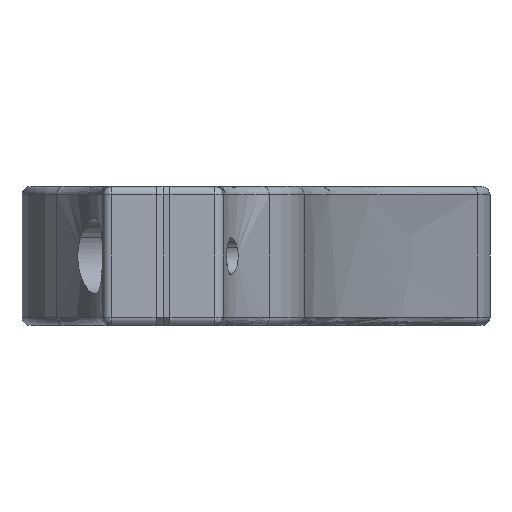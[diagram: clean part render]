
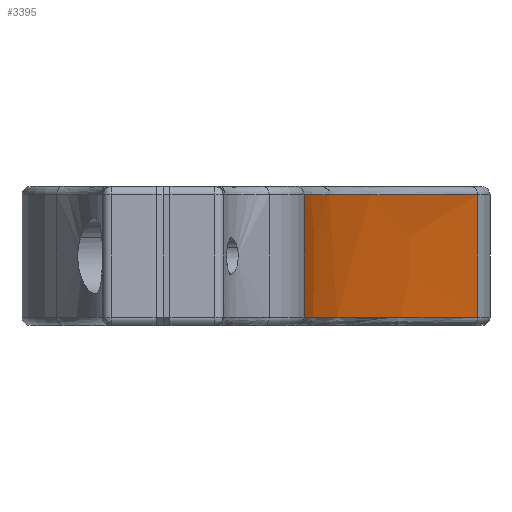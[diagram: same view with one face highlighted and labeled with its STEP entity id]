
A CAD part, left-side view. The second image highlights one B-rep face of the part: STEP entity #3395.
In plain terms, the highlighted face is a extrusion surface.
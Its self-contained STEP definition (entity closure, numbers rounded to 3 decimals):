
#1789=CARTESIAN_POINT('Vertex',(-101.,6.65,23.5)) ;
#1932=CARTESIAN_POINT('Control Point',(-8.647,-24.57,23.5)) ;
#1933=CARTESIAN_POINT('Control Point',(-13.454,-21.937,23.5)) ;
#1934=CARTESIAN_POINT('Control Point',(-18.303,-19.358,23.5)) ;
#1935=CARTESIAN_POINT('Control Point',(-23.193,-16.831,23.5)) ;
#1936=CARTESIAN_POINT('Control Point',(-33.86,-11.48,23.5)) ;
#1937=CARTESIAN_POINT('Control Point',(-44.728,-6.504,23.5)) ;
#1938=CARTESIAN_POINT('Control Point',(-50.644,-3.974,23.5)) ;
#1939=CARTESIAN_POINT('Control Point',(-60.77,-0.099,23.5)) ;
#1940=CARTESIAN_POINT('Control Point',(-71.132,2.882,23.5)) ;
#1941=CARTESIAN_POINT('Control Point',(-75.403,3.924,23.5)) ;
#1942=CARTESIAN_POINT('Control Point',(-82.746,5.365,23.5)) ;
#1943=CARTESIAN_POINT('Control Point',(-90.186,6.212,23.5)) ;
#1944=CARTESIAN_POINT('Control Point',(-93.274,6.458,23.5)) ;
#1945=CARTESIAN_POINT('Control Point',(-96.674,6.614,23.5)) ;
#1946=CARTESIAN_POINT('Control Point',(-100.087,6.647,23.5)) ;
#1947=CARTESIAN_POINT('Control Point',(-100.393,6.649,23.5)) ;
#1948=CARTESIAN_POINT('Control Point',(-100.697,6.65,23.5)) ;
#1949=CARTESIAN_POINT('Control Point',(-101.,6.65,23.5)) ;
#1950=CARTESIAN_POINT('Vertex',(-8.647,-24.57,23.5)) ;
#3326=CARTESIAN_POINT('Line Origine',(-101.,6.65,12.5)) ;
#3330=CARTESIAN_POINT('Vertex',(-101.,6.65,1.5)) ;
#3353=CARTESIAN_POINT('Control Point',(-101.,6.65,0.)) ;
#3354=CARTESIAN_POINT('Control Point',(-96.829,6.65,0.)) ;
#3355=CARTESIAN_POINT('Control Point',(-92.691,6.467,0.)) ;
#3356=CARTESIAN_POINT('Control Point',(-88.587,6.1,0.)) ;
#3357=CARTESIAN_POINT('Control Point',(-74.413,4.185,0.)) ;
#3358=CARTESIAN_POINT('Control Point',(-60.64,0.161,0.)) ;
#3359=CARTESIAN_POINT('Control Point',(-51.02,-3.635,0.)) ;
#3360=CARTESIAN_POINT('Control Point',(-36.663,-10.061,0.)) ;
#3361=CARTESIAN_POINT('Control Point',(-22.708,-17.082,0.)) ;
#3362=CARTESIAN_POINT('Control Point',(-17.975,-19.532,0.)) ;
#3363=CARTESIAN_POINT('Control Point',(-13.287,-22.029,0.)) ;
#3364=CARTESIAN_POINT('Control Point',(-8.647,-24.57,0.)) ;
#3368=CARTESIAN_POINT('Line Origine',(-8.647,-24.57,12.5)) ;
#3372=CARTESIAN_POINT('Vertex',(-8.647,-24.57,1.5)) ;
#3376=CARTESIAN_POINT('Control Point',(-101.,6.65,1.5)) ;
#3377=CARTESIAN_POINT('Control Point',(-96.829,6.65,1.5)) ;
#3378=CARTESIAN_POINT('Control Point',(-92.691,6.467,1.5)) ;
#3379=CARTESIAN_POINT('Control Point',(-88.587,6.1,1.5)) ;
#3380=CARTESIAN_POINT('Control Point',(-74.413,4.185,1.5)) ;
#3381=CARTESIAN_POINT('Control Point',(-60.64,0.161,1.5)) ;
#3382=CARTESIAN_POINT('Control Point',(-51.02,-3.635,1.5)) ;
#3383=CARTESIAN_POINT('Control Point',(-36.663,-10.061,1.5)) ;
#3384=CARTESIAN_POINT('Control Point',(-22.708,-17.082,1.5)) ;
#3385=CARTESIAN_POINT('Control Point',(-17.975,-19.532,1.5)) ;
#3386=CARTESIAN_POINT('Control Point',(-13.287,-22.029,1.5)) ;
#3387=CARTESIAN_POINT('Control Point',(-8.647,-24.57,1.5)) ;
#3327=DIRECTION('Vector Direction',(0.,0.,1.)) ;
#3365=DIRECTION('Vector Direction',(0.,0.,1.)) ;
#3369=DIRECTION('Vector Direction',(0.,0.,1.)) ;
#3390=ORIENTED_EDGE('',*,*,#3374,.T.) ;
#3391=ORIENTED_EDGE('',*,*,#1952,.F.) ;
#3392=ORIENTED_EDGE('',*,*,#3332,.F.) ;
#3393=ORIENTED_EDGE('',*,*,#3388,.T.) ;
#3328=VECTOR('Line Direction',#3327,1.) ;
#3366=VECTOR('Extrusion Surface Vector',#3365,1.) ;
#3370=VECTOR('Line Direction',#3369,1.) ;
#3395=ADVANCED_FACE('Corps principal',(#3394),#3367,.T.) ;
#1931=B_SPLINE_CURVE_WITH_KNOTS('',5,(#1932,#1933,#1934,#1935,#1936,#1937,#1938,#1939,#1940,#1941,#1942,#1943,#1944,#1945,#1946,#1947,#1948,#1949),.UNSPECIFIED.,.F.,.U.,(6,3,3,3,3,6),(57.596,96.542,141.903,173.21,195.236,197.372),.UNSPECIFIED.) ;
#3352=B_SPLINE_CURVE_WITH_KNOTS('',5,(#3353,#3354,#3355,#3356,#3357,#3358,#3359,#3360,#3361,#3362,#3363,#3364),.UNSPECIFIED.,.F.,.U.,(6,3,3,6),(0.,20.602,71.733,98.375),.UNSPECIFIED.) ;
#3375=B_SPLINE_CURVE_WITH_KNOTS('',5,(#3376,#3377,#3378,#3379,#3380,#3381,#3382,#3383,#3384,#3385,#3386,#3387),.UNSPECIFIED.,.F.,.U.,(6,3,3,6),(0.,20.602,71.733,98.375),.UNSPECIFIED.) ;
#1952=EDGE_CURVE('',#1790,#1951,#1931,.F.) ;
#3332=EDGE_CURVE('',#3331,#1790,#3329,.T.) ;
#3374=EDGE_CURVE('',#3373,#1951,#3371,.T.) ;
#3388=EDGE_CURVE('',#3331,#3373,#3375,.T.) ;
#3389=EDGE_LOOP('',(#3390,#3391,#3392,#3393)) ;
#3394=FACE_OUTER_BOUND('',#3389,.T.) ;
#3329=LINE('Line',#3326,#3328) ;
#3371=LINE('Line',#3368,#3370) ;
#3367=SURFACE_OF_LINEAR_EXTRUSION('generated tabulated cylinder',#3352,#3366) ;
#1790=VERTEX_POINT('',#1789) ;
#1951=VERTEX_POINT('',#1950) ;
#3331=VERTEX_POINT('',#3330) ;
#3373=VERTEX_POINT('',#3372) ;
